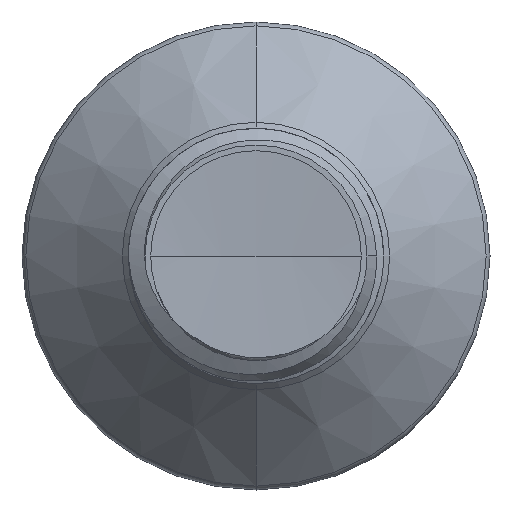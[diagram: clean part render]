
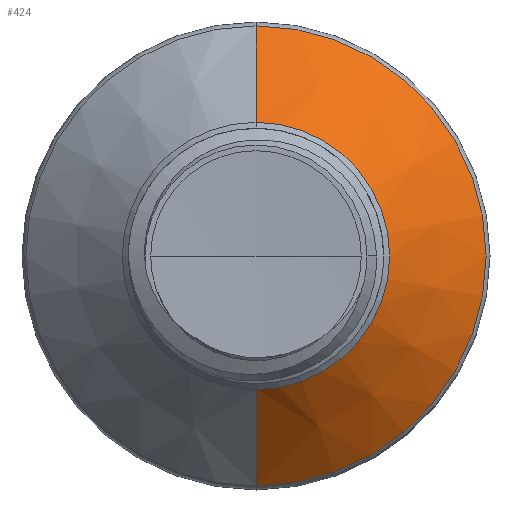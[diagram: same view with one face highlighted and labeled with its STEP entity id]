
A CAD part, front view. The second image highlights one B-rep face of the part: STEP entity #424.
In plain terms, the highlighted conical face has half-angle 45 degrees and reference radius 1.571 mm.
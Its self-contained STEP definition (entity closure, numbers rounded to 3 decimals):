
#98 = DIRECTION ( 'NONE',  ( 0., 0., 1. ) ) ;
#112 = DIRECTION ( 'NONE',  ( 0., 1., 0. ) ) ;
#113 = CARTESIAN_POINT ( 'NONE',  ( 0., 2.793, 0. ) ) ;
#424 = ADVANCED_FACE ( 'NONE', ( #3899 ), #6277, .T. ) ;
#819 = CARTESIAN_POINT ( 'NONE',  ( 0., 2.793, -1.571 ) ) ;
#1193 = EDGE_CURVE ( 'NONE', #3555, #5644, #9699, .T. ) ;
#1850 = ORIENTED_EDGE ( 'NONE', *, *, #1193, .T. ) ;
#2806 = ORIENTED_EDGE ( 'NONE', *, *, #10027, .F. ) ;
#2869 = EDGE_LOOP ( 'NONE', ( #1850, #7190, #6605, #2806 ) ) ;
#3555 = VERTEX_POINT ( 'NONE', #10313 ) ;
#3665 = EDGE_CURVE ( 'NONE', #4177, #9713, #10878, .T. ) ;
#3686 = CARTESIAN_POINT ( 'NONE',  ( 0., 3.927, 2.704 ) ) ;
#3899 = FACE_OUTER_BOUND ( 'NONE', #2869, .T. ) ;
#4177 = VERTEX_POINT ( 'NONE', #3686 ) ;
#4325 = VECTOR ( 'NONE', #10999, 1000. ) ;
#5644 = VERTEX_POINT ( 'NONE', #8307 ) ;
#5673 = CARTESIAN_POINT ( 'NONE',  ( 0., 2.793, 0. ) ) ;
#5734 = CARTESIAN_POINT ( 'NONE',  ( 0., 2.793, 1.571 ) ) ;
#6277 = CONICAL_SURFACE ( 'NONE', #7170, 1.571, 0.785 ) ;
#6549 = LINE ( 'NONE', #819, #8447 ) ;
#6565 = DIRECTION ( 'NONE',  ( 0., 1., 0. ) ) ;
#6605 = ORIENTED_EDGE ( 'NONE', *, *, #3665, .F. ) ;
#7170 = AXIS2_PLACEMENT_3D ( 'NONE', #5673, #6565, #11167 ) ;
#7190 = ORIENTED_EDGE ( 'NONE', *, *, #9111, .T. ) ;
#7560 = AXIS2_PLACEMENT_3D ( 'NONE', #113, #112, #98 ) ;
#7829 = DIRECTION ( 'NONE',  ( 0., 0.707, -0.707 ) ) ;
#8307 = CARTESIAN_POINT ( 'NONE',  ( 0., 2.793, -1.571 ) ) ;
#8331 = AXIS2_PLACEMENT_3D ( 'NONE', #10187, #10183, #10174 ) ;
#8447 = VECTOR ( 'NONE', #7829, 1000. ) ;
#9111 = EDGE_CURVE ( 'NONE', #5644, #9713, #6549, .T. ) ;
#9223 = CARTESIAN_POINT ( 'NONE',  ( 0., 3.927, -2.704 ) ) ;
#9699 = CIRCLE ( 'NONE', #7560, 1.571 ) ;
#9713 = VERTEX_POINT ( 'NONE', #9223 ) ;
#10027 = EDGE_CURVE ( 'NONE', #3555, #4177, #11422, .T. ) ;
#10174 = DIRECTION ( 'NONE',  ( 0., 0., 1. ) ) ;
#10183 = DIRECTION ( 'NONE',  ( 0., 1., 0. ) ) ;
#10187 = CARTESIAN_POINT ( 'NONE',  ( 0., 3.927, 0. ) ) ;
#10313 = CARTESIAN_POINT ( 'NONE',  ( 0., 2.793, 1.571 ) ) ;
#10878 = CIRCLE ( 'NONE', #8331, 2.704 ) ;
#10999 = DIRECTION ( 'NONE',  ( 0., 0.707, 0.707 ) ) ;
#11167 = DIRECTION ( 'NONE',  ( 0., 0., 1. ) ) ;
#11422 = LINE ( 'NONE', #5734, #4325 ) ;
